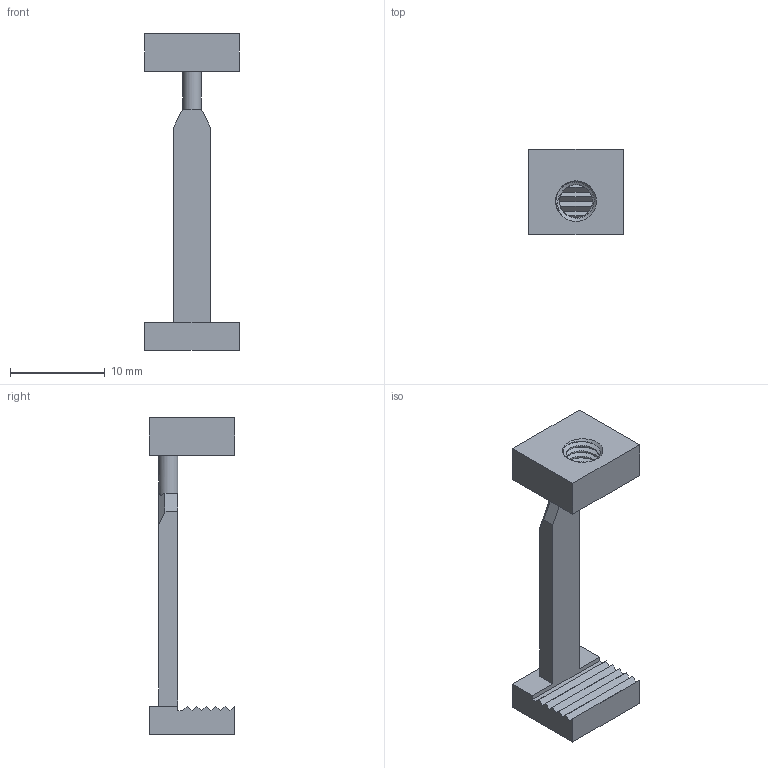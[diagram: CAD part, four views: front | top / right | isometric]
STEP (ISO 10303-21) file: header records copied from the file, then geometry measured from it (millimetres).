
FILE_DESCRIPTION (( 'STEP AP214' ), '1' );
FILE_NAME ('Clamp-part1-base9x10mm-narrowTOP_100915(01)_B.step', '2022-09-21T08:36:25', ( '' ), ( '' ), 'SwSTEP 2.0', 'SolidWorks 2021', '' );
FILE_SCHEMA (( 'AUTOMOTIVE_DESIGN' ));
Length unit declared in the file: millimetre
Products named in the file (1): Clamp-part1-base9x10mm-narrowTOP_100915(01)_B
Bounding box: 10 x 9 x 33.5 mm (x, y, z)
Volume: 748.2 mm3; surface area: 978.5 mm2
Topology: 1 solids, 1 shells, 45 faces, 121 edges, 79 vertices
Faces by surface type: plane 38, bspline 3, cylinder 2, cone 2
Full cylindrical faces by diameter (mm): 2 x1
Entity records: 3426 total; most frequent: CARTESIAN_POINT 2315, ORIENTED_EDGE 232, DIRECTION 201, EDGE_CURVE 116, LINE 93, VECTOR 93, VERTEX_POINT 77, AXIS2_PLACEMENT_3D 54
